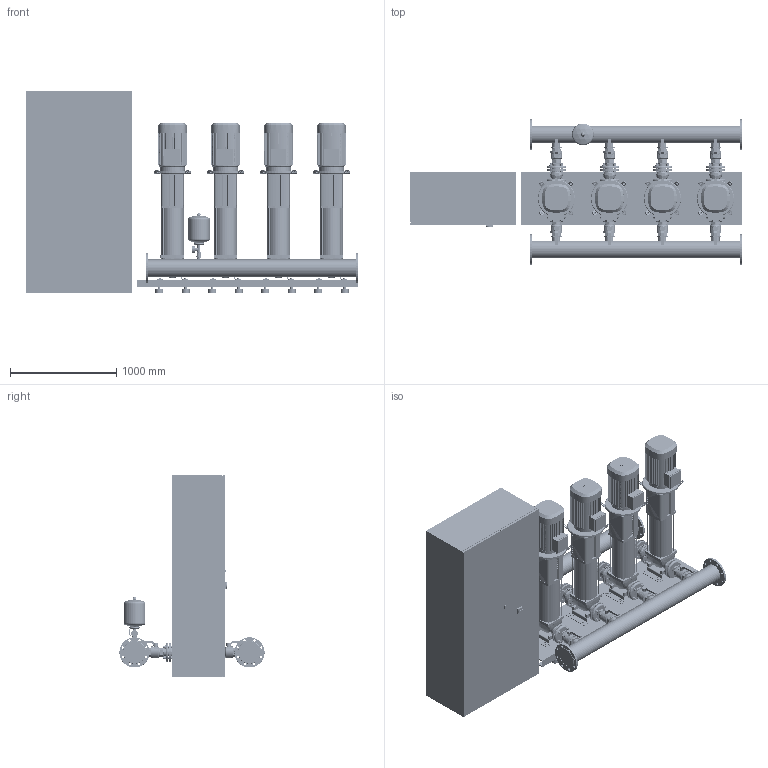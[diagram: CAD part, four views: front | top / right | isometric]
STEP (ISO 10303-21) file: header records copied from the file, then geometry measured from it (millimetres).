
FILE_DESCRIPTION((''),'2;1');
FILE_NAME('3d_COR-4HELIXV3606_2_K_CC-01-2530645.stp','2016-01-22T13:36:20',(''),(''),'Mechanical Desktop 2009','Mechanical Desktop 2009',', , ');
FILE_SCHEMA(('CONFIG_CONTROL_DESIGN'));
Length unit declared in the file: millimetre
Products named in the file (1): Product
Bounding box: 3130 x 1369 x 1900 mm (x, y, z)
Volume: 1336682933.8 mm3; surface area: 28414933.5 mm2
Topology: 239 solids, 239 shells, 7897 faces, 20377 edges, 13245 vertices
Faces by surface type: bspline 3112, plane 2807, cylinder 1480, cone 272, torus 224, sphere 2
Entity records: 276640 total; most frequent: CARTESIAN_POINT 87966, ORIENTED_EDGE 40674, DIRECTION 35843, EDGE_CURVE 20337, VERTEX_POINT 13232, VECTOR 12603, LINE 12603, AXIS2_PLACEMENT_3D 11620
